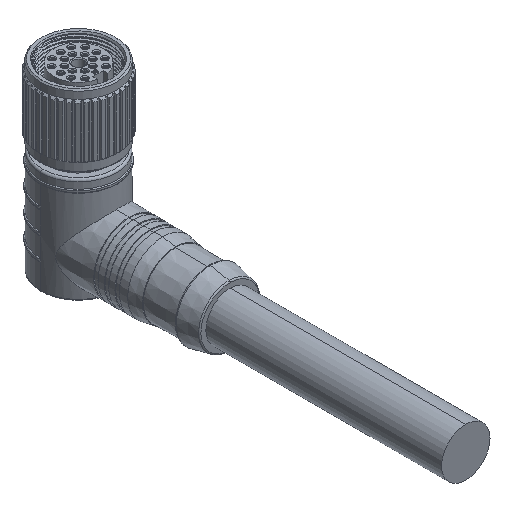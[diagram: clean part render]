
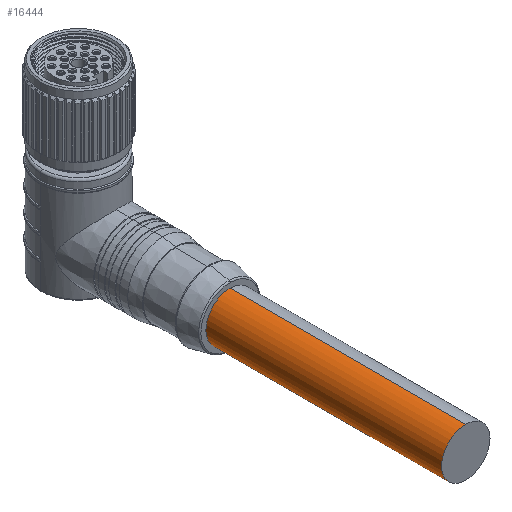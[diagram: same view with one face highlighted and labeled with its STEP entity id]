
A CAD part, isometric view. The second image highlights one B-rep face of the part: STEP entity #16444.
In plain terms, the highlighted cylindrical face has radius 5.75 mm (diameter 11.5 mm), a partial arc.
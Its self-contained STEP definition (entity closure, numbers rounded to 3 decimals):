
#726 = LINE ( 'NONE', #36825, #30116 ) ;
#788 = CARTESIAN_POINT ( 'NONE',  ( 0., -92., -16.5 ) ) ;
#1386 = AXIS2_PLACEMENT_3D ( 'NONE', #788, #25622, #4347 ) ;
#1418 = EDGE_CURVE ( 'NONE', #31640, #37694, #726, .T. ) ;
#4100 = EDGE_CURVE ( 'NONE', #10216, #37694, #15554, .T. ) ;
#4347 = DIRECTION ( 'NONE',  ( 0., 0., -1. ) ) ;
#4782 = CARTESIAN_POINT ( 'NONE',  ( 0., -36., -10.75 ) ) ;
#5937 = VECTOR ( 'NONE', #21914, 1000. ) ;
#9116 = FACE_OUTER_BOUND ( 'NONE', #29615, .T. ) ;
#10216 = VERTEX_POINT ( 'NONE', #34014 ) ;
#11124 = EDGE_CURVE ( 'NONE', #31640, #22490, #23812, .T. ) ;
#11883 = DIRECTION ( 'NONE',  ( 0., 1., 0. ) ) ;
#14673 = DIRECTION ( 'NONE',  ( 0., 1., 0. ) ) ;
#15554 = CIRCLE ( 'NONE', #26804, 5.75 ) ;
#16444 = ADVANCED_FACE ( 'NONE', ( #9116 ), #26947, .T. ) ;
#20454 = DIRECTION ( 'NONE',  ( 0., 0., 1. ) ) ;
#21772 = CARTESIAN_POINT ( 'NONE',  ( 0., -92., -22.25 ) ) ;
#21914 = DIRECTION ( 'NONE',  ( 0., 1., 0. ) ) ;
#22218 = LINE ( 'NONE', #21772, #5937 ) ;
#22490 = VERTEX_POINT ( 'NONE', #38258 ) ;
#22680 = EDGE_CURVE ( 'NONE', #22490, #10216, #22218, .T. ) ;
#23812 = CIRCLE ( 'NONE', #1386, 5.75 ) ;
#25622 = DIRECTION ( 'NONE',  ( 0., -1., 0. ) ) ;
#26804 = AXIS2_PLACEMENT_3D ( 'NONE', #35986, #14673, #39563 ) ;
#26947 = CYLINDRICAL_SURFACE ( 'NONE', #42452, 5.75 ) ;
#29615 = EDGE_LOOP ( 'NONE', ( #31526, #34583, #39798, #30625 ) ) ;
#30116 = VECTOR ( 'NONE', #11883, 1000. ) ;
#30625 = ORIENTED_EDGE ( 'NONE', *, *, #4100, .F. ) ;
#31526 = ORIENTED_EDGE ( 'NONE', *, *, #22680, .F. ) ;
#31640 = VERTEX_POINT ( 'NONE', #43890 ) ;
#34014 = CARTESIAN_POINT ( 'NONE',  ( 0., -36., -22.25 ) ) ;
#34583 = ORIENTED_EDGE ( 'NONE', *, *, #11124, .F. ) ;
#35986 = CARTESIAN_POINT ( 'NONE',  ( 0., -36., -16.5 ) ) ;
#36825 = CARTESIAN_POINT ( 'NONE',  ( 0., -92., -10.75 ) ) ;
#37694 = VERTEX_POINT ( 'NONE', #4782 ) ;
#38210 = CARTESIAN_POINT ( 'NONE',  ( 0., -92., -16.5 ) ) ;
#38258 = CARTESIAN_POINT ( 'NONE',  ( 0., -92., -22.25 ) ) ;
#39563 = DIRECTION ( 'NONE',  ( 0., 0., 1. ) ) ;
#39798 = ORIENTED_EDGE ( 'NONE', *, *, #1418, .T. ) ;
#40650 = DIRECTION ( 'NONE',  ( 0., 1., 0. ) ) ;
#42452 = AXIS2_PLACEMENT_3D ( 'NONE', #38210, #40650, #20454 ) ;
#43890 = CARTESIAN_POINT ( 'NONE',  ( 0., -92., -10.75 ) ) ;
